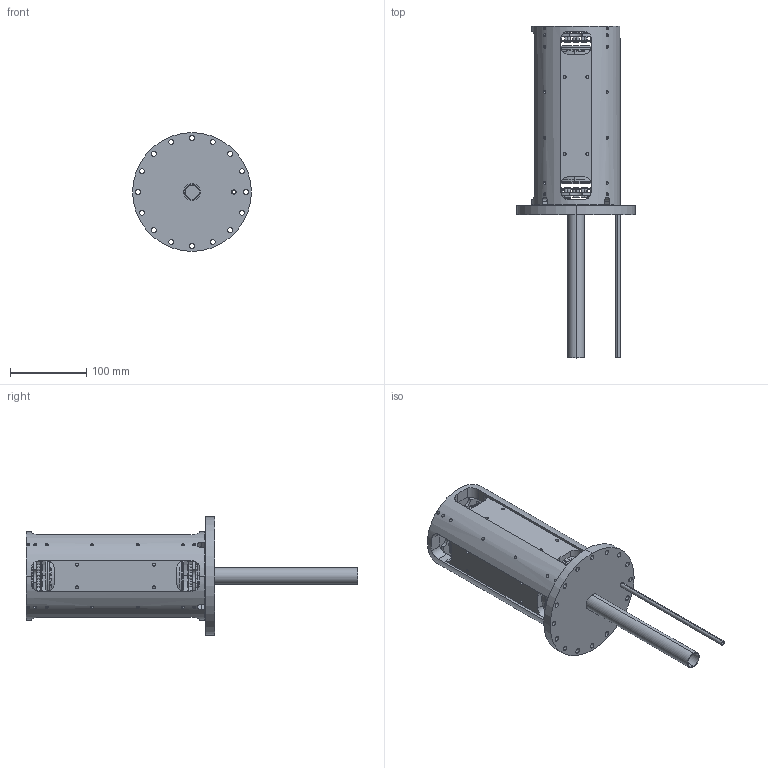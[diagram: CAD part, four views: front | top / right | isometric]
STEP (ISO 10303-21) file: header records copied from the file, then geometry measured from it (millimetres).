
FILE_DESCRIPTION (( 'STEP AP214' ), '1' );
FILE_NAME ('Conjunto_DART_ene_2019.STEP', '2019-01-31T13:13:38', ( '' ), ( '' ), 'SwSTEP 2.0', 'SolidWorks 2017', '' );
FILE_SCHEMA (( 'AUTOMOTIVE_DESIGN' ));
Length unit declared in the file: millimetre
Products named in the file (21): DIN84_M2x12; separador 5mm M2; PCB_SiPM_Jan_2019; Soporte_SiPM_Jan_2019_1; Tornillo_M6x10; Base_superior; Tapa_superior_DArT; Tubo_D6; Tubo_D22; Refuerzo_DART; Reflector_DART; Conjunto_DART_ene_2019; Base_inferior; DIN914_M4X10; Window_TPB; Tubo_principal_V2; Tornillo_M4x10; Conjunto_DArT_SiPM_Jan_2019; Conjunto SiPM jan 2019; tuerca_M2
Assembly tree (38 placements, depth 4):
  Conjunto_DART_ene_2019
    Tapa_superior_DArT
      Tapa_superior_DArT
      Tubo_D22
      Tubo_D6
    Base_superior
    Tornillo_M6x10
    Conjunto_DArT_SiPM_Jan_2019  x2
      Soporte_SiPM_Jan_2019_1
      Conjunto SiPM jan 2019
        PCB_SiPM_Jan_2019
        separador 5mm M2  x2
        DIN84_M2x12  x2
        tuerca_M2  x2
    Tornillo_M4x10  x2
    Tubo_principal_V2
    Window_TPB  x2
    DIN914_M4X10  x7
    Base_inferior
    Reflector_DART
    Refuerzo_DART  x2
Bounding box: 156 x 436 x 156 mm (x, y, z)
Volume: 1513237 mm3; surface area: 538258.9 mm2
Topology: 107 solids, 107 shells, 1532 faces, 3781 edges, 2468 vertices
Faces by surface type: plane 755, cylinder 691, cone 86
Entity records: 24863 total; most frequent: CARTESIAN_POINT 9140, ORIENTED_EDGE 3066, DIRECTION 3057, EDGE_CURVE 1533, AXIS2_PLACEMENT_3D 1169, VERTEX_POINT 1016, EDGE_LOOP 813, VECTOR 719
